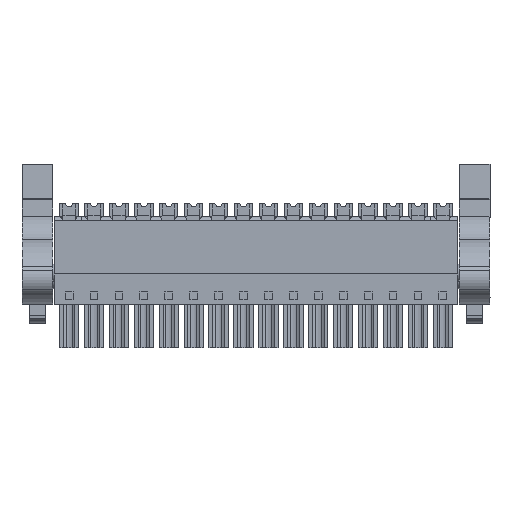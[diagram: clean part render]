
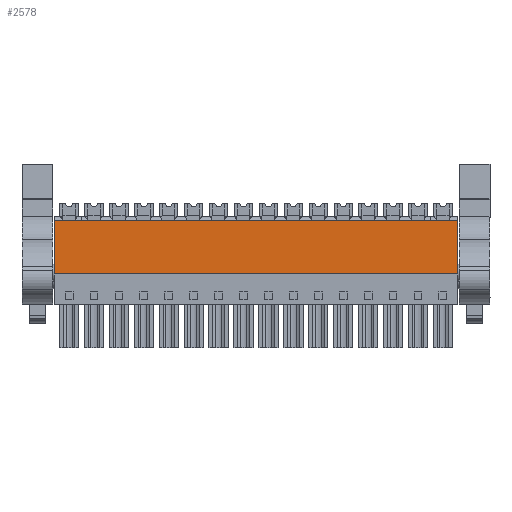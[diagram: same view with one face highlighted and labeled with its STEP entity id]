
A CAD part, front view. The second image highlights one B-rep face of the part: STEP entity #2578.
In plain terms, the highlighted planar face has unit normal (0, -1, 0).
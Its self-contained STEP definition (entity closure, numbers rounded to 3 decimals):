
#2558=AXIS2_PLACEMENT_3D('Plane Axis2P3D',#2555,#2556,#2557) ;
#77=CARTESIAN_POINT('Vertex',(4.9,2.029,11.25)) ;
#80=CARTESIAN_POINT('Line Origine',(4.9,2.029,15.325)) ;
#84=CARTESIAN_POINT('Vertex',(4.9,2.029,19.4)) ;
#2539=CARTESIAN_POINT('Vertex',(66.65,2.029,11.25)) ;
#2542=CARTESIAN_POINT('Line Origine',(35.775,2.029,11.25)) ;
#2555=CARTESIAN_POINT('Axis2P3D Location',(50.52,2.029,19.4)) ;
#2560=CARTESIAN_POINT('Line Origine',(66.65,2.029,15.325)) ;
#2564=CARTESIAN_POINT('Vertex',(66.65,2.029,19.4)) ;
#2567=CARTESIAN_POINT('Line Origine',(35.775,2.029,19.4)) ;
#81=DIRECTION('Vector Direction',(0.,0.,1.)) ;
#2543=DIRECTION('Vector Direction',(1.,0.,0.)) ;
#2556=DIRECTION('Axis2P3D Direction',(0.,-1.,0.)) ;
#2557=DIRECTION('Axis2P3D XDirection',(0.,0.,-1.)) ;
#2561=DIRECTION('Vector Direction',(0.,0.,-1.)) ;
#2568=DIRECTION('Vector Direction',(1.,0.,0.)) ;
#82=VECTOR('Line Direction',#81,1.) ;
#2544=VECTOR('Line Direction',#2543,1.) ;
#2562=VECTOR('Line Direction',#2561,1.) ;
#2569=VECTOR('Line Direction',#2568,1.) ;
#2573=ORIENTED_EDGE('',*,*,#2546,.T.) ;
#2574=ORIENTED_EDGE('',*,*,#2566,.F.) ;
#2575=ORIENTED_EDGE('',*,*,#2571,.F.) ;
#2576=ORIENTED_EDGE('',*,*,#86,.F.) ;
#2578=ADVANCED_FACE('HOUSING',(#2577),#2559,.T.) ;
#86=EDGE_CURVE('',#78,#85,#83,.T.) ;
#2546=EDGE_CURVE('',#78,#2540,#2545,.T.) ;
#2566=EDGE_CURVE('',#2565,#2540,#2563,.T.) ;
#2571=EDGE_CURVE('',#85,#2565,#2570,.T.) ;
#2572=EDGE_LOOP('',(#2573,#2574,#2575,#2576)) ;
#2577=FACE_OUTER_BOUND('',#2572,.T.) ;
#83=LINE('Line',#80,#82) ;
#2545=LINE('Line',#2542,#2544) ;
#2563=LINE('Line',#2560,#2562) ;
#2570=LINE('Line',#2567,#2569) ;
#2559=PLANE('',#2558) ;
#78=VERTEX_POINT('',#77) ;
#85=VERTEX_POINT('',#84) ;
#2540=VERTEX_POINT('',#2539) ;
#2565=VERTEX_POINT('',#2564) ;
